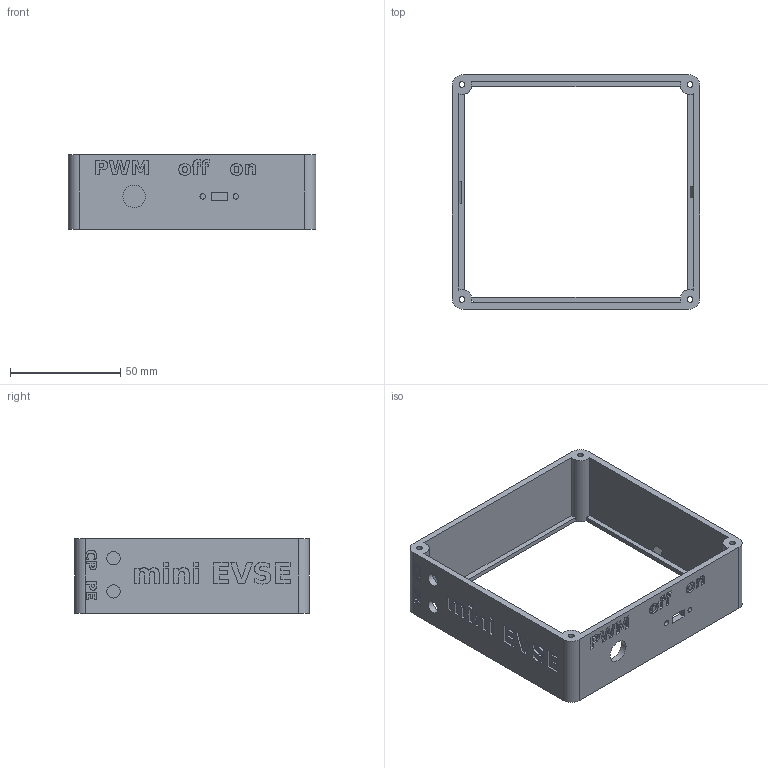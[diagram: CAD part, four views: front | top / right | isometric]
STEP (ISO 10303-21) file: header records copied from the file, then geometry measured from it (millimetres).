
FILE_DESCRIPTION(('FreeCAD Model'),'2;1');
FILE_NAME('Open CASCADE Shape Model','2024-03-12T18:53:57',('Author'),( ''),'Open CASCADE STEP processor 7.6','FreeCAD','Unknown');
FILE_SCHEMA(('AUTOMOTIVE_DESIGN { 1 0 10303 214 1 1 1 1 }'));
Length unit declared in the file: millimetre
Products named in the file (1): Körper
Bounding box: 112.5 x 106.5 x 34 mm (x, y, z)
Volume: 47081.8 mm3; surface area: 35475 mm2
Topology: 1 solids, 1 shells, 420 faces, 1168 edges, 767 vertices
Faces by surface type: plane 261, extrusion 142, cylinder 17
Full cylindrical faces by diameter (mm): 2.5 x2, 2.6 x4, 6.1 x2, 10.2 x1
Entity records: 13546 total; most frequent: CARTESIAN_POINT 3208, ORIENTED_EDGE 2336, DIRECTION 1652, EDGE_CURVE 1168, VECTOR 958, LINE 816, VERTEX_POINT 767, FACE_BOUND 467
